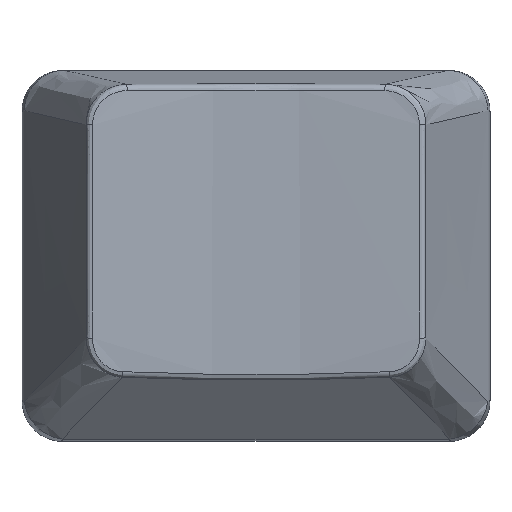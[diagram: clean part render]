
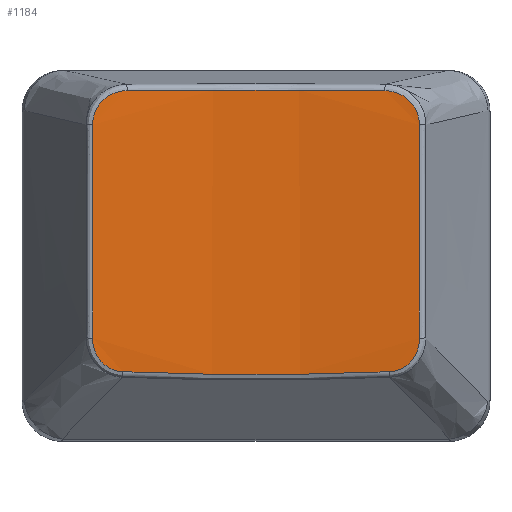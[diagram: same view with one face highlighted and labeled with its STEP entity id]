
A CAD part, top view. The second image highlights one B-rep face of the part: STEP entity #1184.
In plain terms, the highlighted free-form (B-spline) face has degree [1, 2] with [2, 3] control points.
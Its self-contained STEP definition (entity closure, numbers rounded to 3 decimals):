
#17=(
BOUNDED_SURFACE()
B_SPLINE_SURFACE(1,2,((#2410,#2411,#2412),(#2413,#2414,#2415)),
 .UNSPECIFIED.,.F.,.F.,.F.)
B_SPLINE_SURFACE_WITH_KNOTS((2,2),(3,3),(-0.156,0.065),
(-1.698,-1.443),.UNSPECIFIED.)
GEOMETRIC_REPRESENTATION_ITEM()
RATIONAL_B_SPLINE_SURFACE(((1.,0.992,1.),(1.,0.992,
1.)))
REPRESENTATION_ITEM('')
SURFACE()
);
#207=FACE_OUTER_BOUND('',#281,.T.);
#281=EDGE_LOOP('',(#894,#895,#896,#897,#898,#899,#900,#901));
#357=B_SPLINE_CURVE_WITH_KNOTS('',3,(#2117,#2118,#2119,#2120),
 .UNSPECIFIED.,.F.,.F.,(4,4),(0.,1.313),.UNSPECIFIED.);
#358=B_SPLINE_CURVE_WITH_KNOTS('',3,(#2148,#2149,#2150,#2151,#2152),
 .UNSPECIFIED.,.F.,.F.,(4,1,4),(0.,0.106,0.248),
 .UNSPECIFIED.);
#359=B_SPLINE_CURVE_WITH_KNOTS('',3,(#2175,#2176,#2177,#2178),
 .UNSPECIFIED.,.F.,.F.,(4,4),(0.,1.044),
 .UNSPECIFIED.);
#361=B_SPLINE_CURVE_WITH_KNOTS('',3,(#2218,#2219,#2220,#2221,#2222,#2223),
 .UNSPECIFIED.,.F.,.F.,(4,1,1,4),(0.,0.076,
0.152,0.266),.UNSPECIFIED.);
#363=B_SPLINE_CURVE_WITH_KNOTS('',3,(#2251,#2252,#2253,#2254),
 .UNSPECIFIED.,.F.,.F.,(4,4),(0.,1.271),
 .UNSPECIFIED.);
#365=B_SPLINE_CURVE_WITH_KNOTS('',3,(#2294,#2295,#2296,#2297,#2298,#2299),
 .UNSPECIFIED.,.F.,.F.,(4,1,1,4),(0.,0.114,
0.19,0.266),.UNSPECIFIED.);
#367=B_SPLINE_CURVE_WITH_KNOTS('',3,(#2326,#2327,#2328,#2329),
 .UNSPECIFIED.,.F.,.F.,(4,4),(0.,1.044),
 .UNSPECIFIED.);
#368=B_SPLINE_CURVE_WITH_KNOTS('',3,(#2360,#2361,#2362,#2363,#2364,#2365),
 .UNSPECIFIED.,.F.,.F.,(4,1,1,4),(0.,0.106,0.177,
0.248),.UNSPECIFIED.);
#489=VERTEX_POINT('',#2113);
#490=VERTEX_POINT('',#2115);
#491=VERTEX_POINT('',#2146);
#492=VERTEX_POINT('',#2173);
#493=VERTEX_POINT('',#2209);
#495=VERTEX_POINT('',#2244);
#497=VERTEX_POINT('',#2285);
#499=VERTEX_POINT('',#2320);
#630=EDGE_CURVE('',#490,#489,#357,.T.);
#632=EDGE_CURVE('',#489,#491,#358,.T.);
#634=EDGE_CURVE('',#491,#492,#359,.T.);
#637=EDGE_CURVE('',#492,#493,#361,.T.);
#640=EDGE_CURVE('',#493,#495,#363,.T.);
#643=EDGE_CURVE('',#495,#497,#365,.T.);
#646=EDGE_CURVE('',#497,#499,#367,.T.);
#647=EDGE_CURVE('',#499,#490,#368,.T.);
#894=ORIENTED_EDGE('',*,*,#630,.F.);
#895=ORIENTED_EDGE('',*,*,#647,.F.);
#896=ORIENTED_EDGE('',*,*,#646,.F.);
#897=ORIENTED_EDGE('',*,*,#643,.F.);
#898=ORIENTED_EDGE('',*,*,#640,.F.);
#899=ORIENTED_EDGE('',*,*,#637,.F.);
#900=ORIENTED_EDGE('',*,*,#634,.F.);
#901=ORIENTED_EDGE('',*,*,#632,.F.);
#1184=ADVANCED_FACE('',(#207),#17,.T.);
#2113=CARTESIAN_POINT('',(-6.518,-5.684,7.94));
#2115=CARTESIAN_POINT('',(6.518,-5.684,7.94));
#2117=CARTESIAN_POINT('Ctrl Pts',(6.518,-5.684,7.94));
#2118=CARTESIAN_POINT('Ctrl Pts',(2.191,-5.867,7.487));
#2119=CARTESIAN_POINT('Ctrl Pts',(-2.191,-5.867,7.487));
#2120=CARTESIAN_POINT('Ctrl Pts',(-6.518,-5.684,7.94));
#2146=CARTESIAN_POINT('',(-8.008,-4.033,8.142));
#2148=CARTESIAN_POINT('Ctrl Pts',(-6.518,-5.684,7.94));
#2149=CARTESIAN_POINT('Ctrl Pts',(-6.869,-5.669,7.977));
#2150=CARTESIAN_POINT('Ctrl Pts',(-7.679,-5.343,8.075));
#2151=CARTESIAN_POINT('Ctrl Pts',(-8.008,-4.505,8.134));
#2152=CARTESIAN_POINT('Ctrl Pts',(-8.008,-4.033,8.142));
#2173=CARTESIAN_POINT('',(-8.006,6.409,8.324));
#2175=CARTESIAN_POINT('Ctrl Pts',(-8.008,-4.033,8.142));
#2176=CARTESIAN_POINT('Ctrl Pts',(-8.007,-0.552,
8.203));
#2177=CARTESIAN_POINT('Ctrl Pts',(-8.007,2.928,8.263));
#2178=CARTESIAN_POINT('Ctrl Pts',(-8.006,6.409,8.324));
#2209=CARTESIAN_POINT('',(-6.313,8.086,8.16));
#2218=CARTESIAN_POINT('Ctrl Pts',(-8.006,6.409,8.324));
#2219=CARTESIAN_POINT('Ctrl Pts',(-8.006,6.662,8.328));
#2220=CARTESIAN_POINT('Ctrl Pts',(-7.889,7.168,8.322));
#2221=CARTESIAN_POINT('Ctrl Pts',(-7.315,7.871,8.263));
#2222=CARTESIAN_POINT('Ctrl Pts',(-6.689,8.083,8.197));
#2223=CARTESIAN_POINT('Ctrl Pts',(-6.313,8.086,8.16));
#2244=CARTESIAN_POINT('',(6.313,8.086,8.16));
#2251=CARTESIAN_POINT('Ctrl Pts',(-6.313,8.086,8.16));
#2252=CARTESIAN_POINT('Ctrl Pts',(-2.118,8.123,7.738));
#2253=CARTESIAN_POINT('Ctrl Pts',(2.118,8.123,7.738));
#2254=CARTESIAN_POINT('Ctrl Pts',(6.313,8.086,8.16));
#2285=CARTESIAN_POINT('',(8.006,6.409,8.324));
#2294=CARTESIAN_POINT('Ctrl Pts',(6.313,8.086,8.16));
#2295=CARTESIAN_POINT('Ctrl Pts',(6.689,8.083,8.197));
#2296=CARTESIAN_POINT('Ctrl Pts',(7.315,7.871,8.263));
#2297=CARTESIAN_POINT('Ctrl Pts',(7.889,7.168,8.322));
#2298=CARTESIAN_POINT('Ctrl Pts',(8.006,6.662,8.328));
#2299=CARTESIAN_POINT('Ctrl Pts',(8.006,6.409,8.324));
#2320=CARTESIAN_POINT('',(8.008,-4.033,8.142));
#2326=CARTESIAN_POINT('Ctrl Pts',(8.006,6.409,8.324));
#2327=CARTESIAN_POINT('Ctrl Pts',(8.007,2.928,8.263));
#2328=CARTESIAN_POINT('Ctrl Pts',(8.007,-0.552,8.203));
#2329=CARTESIAN_POINT('Ctrl Pts',(8.008,-4.033,8.142));
#2360=CARTESIAN_POINT('Ctrl Pts',(8.008,-4.033,8.142));
#2361=CARTESIAN_POINT('Ctrl Pts',(8.008,-4.387,8.136));
#2362=CARTESIAN_POINT('Ctrl Pts',(7.84,-4.982,8.103));
#2363=CARTESIAN_POINT('Ctrl Pts',(7.215,-5.55,8.018));
#2364=CARTESIAN_POINT('Ctrl Pts',(6.752,-5.674,7.965));
#2365=CARTESIAN_POINT('Ctrl Pts',(6.518,-5.684,7.94));
#2410=CARTESIAN_POINT('Ctrl Pts',(8.008,-5.839,8.11));
#2411=CARTESIAN_POINT('Ctrl Pts',(0.,-5.821,
7.085));
#2412=CARTESIAN_POINT('Ctrl Pts',(-8.008,-5.839,8.11));
#2413=CARTESIAN_POINT('Ctrl Pts',(8.008,8.113,8.354));
#2414=CARTESIAN_POINT('Ctrl Pts',(0.,8.131,
7.329));
#2415=CARTESIAN_POINT('Ctrl Pts',(-8.008,8.113,8.354));
